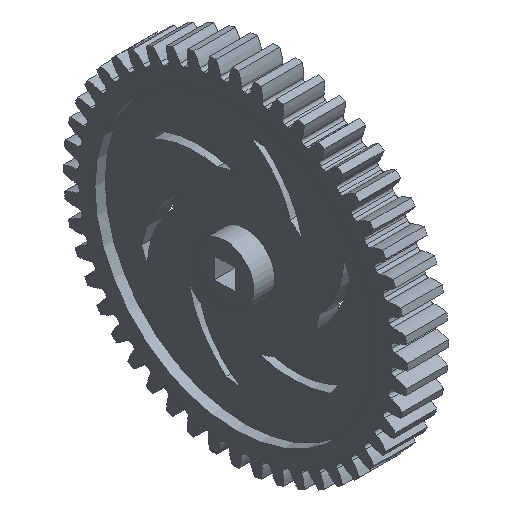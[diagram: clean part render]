
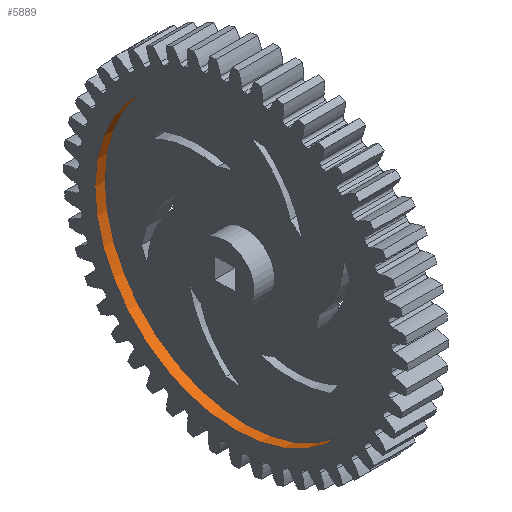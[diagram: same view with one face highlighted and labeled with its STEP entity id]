
A CAD part, isometric view. The second image highlights one B-rep face of the part: STEP entity #5889.
In plain terms, the highlighted cylindrical face has radius 21.59 mm (diameter 43.18 mm), a full revolution.
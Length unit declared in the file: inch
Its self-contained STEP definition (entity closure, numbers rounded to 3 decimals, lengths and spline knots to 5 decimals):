
#343=FACE_OUTER_BOUND('',#683,.T.);
#683=EDGE_LOOP('',(#3817,#3818,#3819,#3820,#3821,#3822));
#1018=LINE('',#8734,#1346);
#1346=VECTOR('',#7062,0.85);
#1659=CIRCLE('',#6227,0.85);
#1660=CIRCLE('',#6228,0.85);
#1713=CIRCLE('',#6292,0.85);
#1714=CIRCLE('',#6293,0.85);
#2109=VERTEX_POINT('',#8598);
#2110=VERTEX_POINT('',#8599);
#2161=VERTEX_POINT('',#8730);
#2162=VERTEX_POINT('',#8731);
#2757=EDGE_CURVE('',#2109,#2110,#1659,.T.);
#2758=EDGE_CURVE('',#2110,#2109,#1660,.T.);
#2826=EDGE_CURVE('',#2161,#2162,#1713,.T.);
#2827=EDGE_CURVE('',#2162,#2161,#1714,.T.);
#2828=EDGE_CURVE('',#2162,#2110,#1018,.T.);
#3817=ORIENTED_EDGE('',*,*,#2826,.F.);
#3818=ORIENTED_EDGE('',*,*,#2827,.F.);
#3819=ORIENTED_EDGE('',*,*,#2828,.T.);
#3820=ORIENTED_EDGE('',*,*,#2757,.F.);
#3821=ORIENTED_EDGE('',*,*,#2758,.F.);
#3822=ORIENTED_EDGE('',*,*,#2828,.F.);
#5667=CYLINDRICAL_SURFACE('',#6291,0.85);
#5889=ADVANCED_FACE('',(#343),#5667,.F.);
#6227=AXIS2_PLACEMENT_3D('',#8600,#6913,#6914);
#6228=AXIS2_PLACEMENT_3D('',#8601,#6915,#6916);
#6291=AXIS2_PLACEMENT_3D('',#8729,#7056,#7057);
#6292=AXIS2_PLACEMENT_3D('',#8732,#7058,#7059);
#6293=AXIS2_PLACEMENT_3D('',#8733,#7060,#7061);
#6913=DIRECTION('center_axis',(-1.,0.,0.));
#6914=DIRECTION('ref_axis',(0.,0.,-1.));
#6915=DIRECTION('center_axis',(-1.,0.,0.));
#6916=DIRECTION('ref_axis',(0.,0.,-1.));
#7056=DIRECTION('center_axis',(1.,0.,0.));
#7057=DIRECTION('ref_axis',(0.,0.,-1.));
#7058=DIRECTION('center_axis',(1.,0.,0.));
#7059=DIRECTION('ref_axis',(0.,0.,-1.));
#7060=DIRECTION('center_axis',(1.,0.,0.));
#7061=DIRECTION('ref_axis',(0.,0.,-1.));
#7062=DIRECTION('',(1.,0.,0.));
#8598=CARTESIAN_POINT('',(-0.0325,0.,-0.85));
#8599=CARTESIAN_POINT('',(-0.0325,0.,0.85));
#8600=CARTESIAN_POINT('Origin',(-0.0325,0.,0.));
#8601=CARTESIAN_POINT('Origin',(-0.0325,0.,0.));
#8729=CARTESIAN_POINT('Origin',(-0.0325,0.,0.));
#8730=CARTESIAN_POINT('',(-0.095,0.,-0.85));
#8731=CARTESIAN_POINT('',(-0.095,0.,0.85));
#8732=CARTESIAN_POINT('Origin',(-0.095,0.,0.));
#8733=CARTESIAN_POINT('Origin',(-0.095,0.,0.));
#8734=CARTESIAN_POINT('',(-0.0325,0.,0.85));
